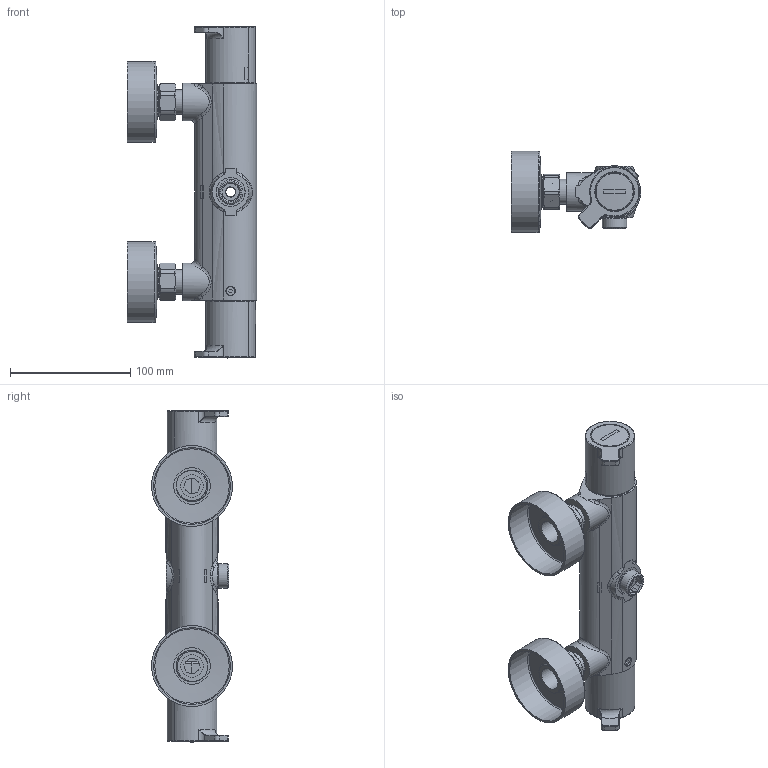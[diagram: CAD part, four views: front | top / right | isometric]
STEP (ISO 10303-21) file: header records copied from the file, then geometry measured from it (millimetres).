
FILE_DESCRIPTION (( 'STEP AP203' ), '1' );
FILE_NAME ('94DP02999.STEP', '2024-12-04T11:58:34', ( '' ), ( '' ), 'SwSTEP 2.0', 'SolidWorks 2021', '' );
FILE_SCHEMA (( 'CONFIG_CONTROL_DESIGN' ));
Length unit declared in the file: millimetre
Products named in the file (1): 94DP02999
Bounding box: 108 x 67.49 x 276.64 mm (x, y, z)
Volume: 213068.1 mm3; surface area: 163155.5 mm2
Topology: 20 solids, 20 shells, 959 faces, 2449 edges, 1583 vertices
Faces by surface type: plane 373, cylinder 282, bspline 135, cone 113, torus 50, sphere 6
Full cylindrical faces by diameter (mm): 3.1 x4, 3.3 x2, 4.15 x2, 4.5 x1, 4.65 x2, 5.8 x8, 6 x1, 7.5 x1, 7.8 x1, 8 x1, 10.2 x2, 12 x1, 12.8 x1, 14.1 x1, 14.5 x2, 15 x5, 16.2 x2, 17.6 x1, 18 x3, 18.2 x2, 18.5 x2, 18.9 x1, 19 x2, 19.6 x1, 19.7 x1, 20 x2, 20.5 x2, 20.6 x1, 20.8 x2, 21 x3
Entity records: 54205 total; most frequent: CARTESIAN_POINT 34011, ORIENTED_EDGE 4274, DIRECTION 3683, EDGE_CURVE 2137, VERTEX_POINT 1479, AXIS2_PLACEMENT_3D 1443, EDGE_LOOP 1236, FACE_OUTER_BOUND 1057
